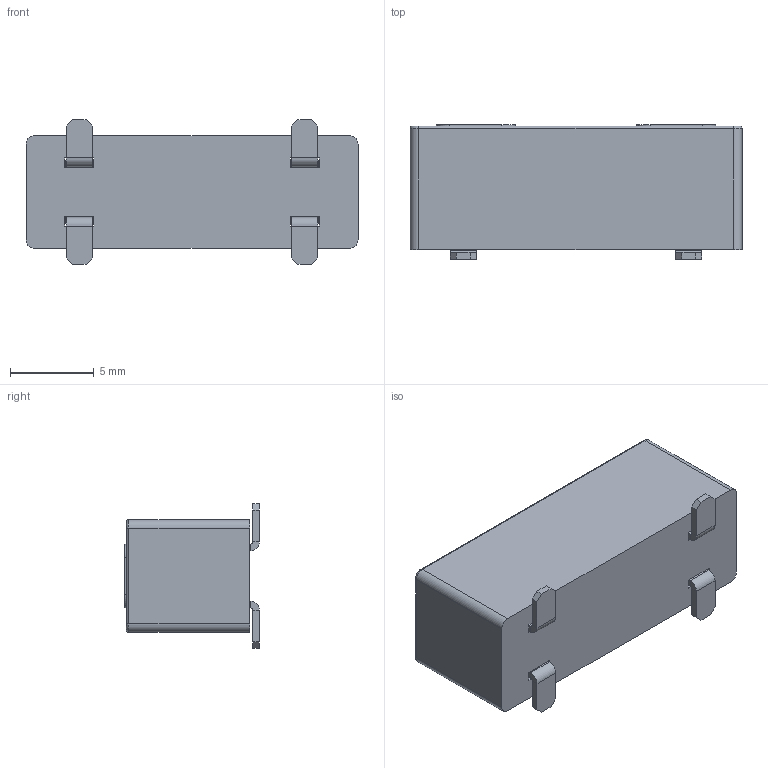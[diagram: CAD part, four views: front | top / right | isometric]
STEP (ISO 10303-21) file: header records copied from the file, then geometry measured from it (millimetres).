
FILE_DESCRIPTION (( 'STEP AP214' ), '1' );
FILE_NAME ('3587.STEP', '2013-03-27T20:17:18', ( 'Richard Maletta' ), ( '' ), 'SwSTEP 2.0', 'SolidWorks 2009', '' );
FILE_SCHEMA (( 'AUTOMOTIVE_DESIGN' ));
Length unit declared in the file: millimetre
Products named in the file (1): 3587
Bounding box: 19.81 x 8.05 x 8.64 mm (x, y, z)
Surface area: 1313.1 mm2 (no closed solid volume)
Topology: 0 solids, 3 shells, 184 faces, 560 edges, 368 vertices
Faces by surface type: plane 136, cylinder 44, torus 4
Entity records: 8119 total; most frequent: CARTESIAN_POINT 1149, DIRECTION 1014, ORIENTED_EDGE 948, EDGE_CURVE 560, VECTOR 452, LINE 452, VERTEX_POINT 368, AXIS2_PLACEMENT_3D 281
